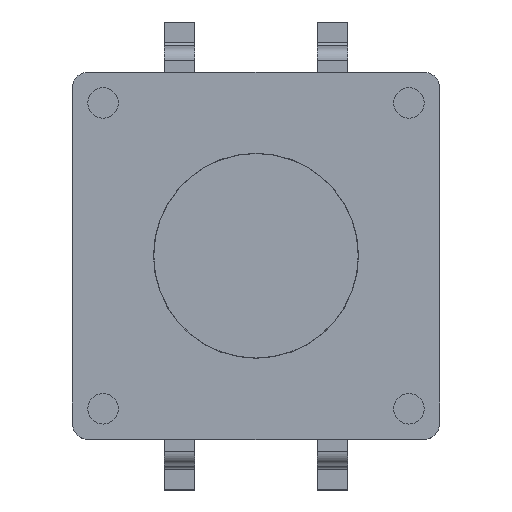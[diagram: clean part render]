
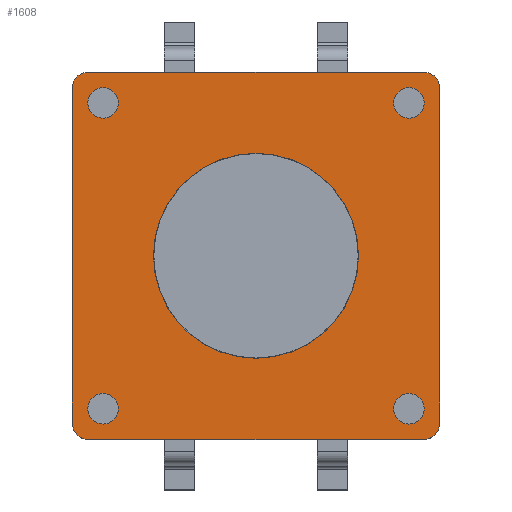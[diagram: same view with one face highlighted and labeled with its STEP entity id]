
A CAD part, top view. The second image highlights one B-rep face of the part: STEP entity #1608.
In plain terms, the highlighted planar face has unit normal (0, 0, 1).
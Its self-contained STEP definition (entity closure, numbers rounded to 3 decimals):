
#94=FACE_BOUND('',#619,.T.);
#95=FACE_BOUND('',#620,.T.);
#96=FACE_BOUND('',#621,.T.);
#97=FACE_BOUND('',#622,.T.);
#98=FACE_BOUND('',#623,.T.);
#116=PLANE('',#1763);
#184=LINE('',#2515,#335);
#188=LINE('',#2527,#339);
#192=LINE('',#2539,#343);
#196=LINE('',#2549,#347);
#335=VECTOR('',#2001,10.);
#339=VECTOR('',#2013,10.);
#343=VECTOR('',#2025,10.);
#347=VECTOR('',#2037,10.);
#524=FACE_OUTER_BOUND('',#618,.T.);
#618=EDGE_LOOP('',(#1262,#1263,#1264,#1265,#1266,#1267,#1268,#1269));
#619=EDGE_LOOP('',(#1270));
#620=EDGE_LOOP('',(#1271));
#621=EDGE_LOOP('',(#1272));
#622=EDGE_LOOP('',(#1273));
#623=EDGE_LOOP('',(#1274,#1275));
#702=CIRCLE('',#1727,0.5);
#704=CIRCLE('',#1731,0.5);
#706=CIRCLE('',#1735,0.5);
#708=CIRCLE('',#1739,0.5);
#711=CIRCLE('',#1744,3.35);
#712=CIRCLE('',#1745,3.35);
#714=CIRCLE('',#1749,0.5);
#716=CIRCLE('',#1753,0.5);
#718=CIRCLE('',#1757,0.5);
#720=CIRCLE('',#1761,0.5);
#780=VERTEX_POINT('',#2466);
#782=VERTEX_POINT('',#2473);
#784=VERTEX_POINT('',#2480);
#786=VERTEX_POINT('',#2487);
#789=VERTEX_POINT('',#2496);
#790=VERTEX_POINT('',#2498);
#793=VERTEX_POINT('',#2506);
#794=VERTEX_POINT('',#2508);
#796=VERTEX_POINT('',#2514);
#798=VERTEX_POINT('',#2520);
#800=VERTEX_POINT('',#2526);
#802=VERTEX_POINT('',#2532);
#804=VERTEX_POINT('',#2538);
#806=VERTEX_POINT('',#2544);
#943=EDGE_CURVE('',#780,#780,#702,.T.);
#946=EDGE_CURVE('',#782,#782,#704,.T.);
#949=EDGE_CURVE('',#784,#784,#706,.T.);
#952=EDGE_CURVE('',#786,#786,#708,.T.);
#956=EDGE_CURVE('',#790,#789,#711,.T.);
#957=EDGE_CURVE('',#789,#790,#712,.T.);
#960=EDGE_CURVE('',#794,#793,#714,.T.);
#963=EDGE_CURVE('',#796,#794,#184,.T.);
#966=EDGE_CURVE('',#798,#796,#716,.T.);
#969=EDGE_CURVE('',#800,#798,#188,.T.);
#972=EDGE_CURVE('',#802,#800,#718,.T.);
#975=EDGE_CURVE('',#804,#802,#192,.T.);
#978=EDGE_CURVE('',#806,#804,#720,.T.);
#981=EDGE_CURVE('',#793,#806,#196,.T.);
#1262=ORIENTED_EDGE('',*,*,#981,.T.);
#1263=ORIENTED_EDGE('',*,*,#978,.T.);
#1264=ORIENTED_EDGE('',*,*,#975,.T.);
#1265=ORIENTED_EDGE('',*,*,#972,.T.);
#1266=ORIENTED_EDGE('',*,*,#969,.T.);
#1267=ORIENTED_EDGE('',*,*,#966,.T.);
#1268=ORIENTED_EDGE('',*,*,#963,.T.);
#1269=ORIENTED_EDGE('',*,*,#960,.T.);
#1270=ORIENTED_EDGE('',*,*,#943,.T.);
#1271=ORIENTED_EDGE('',*,*,#946,.T.);
#1272=ORIENTED_EDGE('',*,*,#949,.T.);
#1273=ORIENTED_EDGE('',*,*,#952,.T.);
#1274=ORIENTED_EDGE('',*,*,#956,.T.);
#1275=ORIENTED_EDGE('',*,*,#957,.T.);
#1608=ADVANCED_FACE('',(#524,#94,#95,#96,#97,#98),#116,.T.);
#1727=AXIS2_PLACEMENT_3D('',#2468,#1946,#1947);
#1731=AXIS2_PLACEMENT_3D('',#2475,#1955,#1956);
#1735=AXIS2_PLACEMENT_3D('',#2482,#1964,#1965);
#1739=AXIS2_PLACEMENT_3D('',#2489,#1973,#1974);
#1744=AXIS2_PLACEMENT_3D('',#2499,#1984,#1985);
#1745=AXIS2_PLACEMENT_3D('',#2500,#1986,#1987);
#1749=AXIS2_PLACEMENT_3D('',#2509,#1995,#1996);
#1753=AXIS2_PLACEMENT_3D('',#2521,#2007,#2008);
#1757=AXIS2_PLACEMENT_3D('',#2533,#2019,#2020);
#1761=AXIS2_PLACEMENT_3D('',#2545,#2031,#2032);
#1763=AXIS2_PLACEMENT_3D('',#2550,#2038,#2039);
#1946=DIRECTION('center_axis',(0.,0.,-1.));
#1947=DIRECTION('ref_axis',(-1.,0.,0.));
#1955=DIRECTION('center_axis',(0.,0.,-1.));
#1956=DIRECTION('ref_axis',(-1.,0.,0.));
#1964=DIRECTION('center_axis',(0.,0.,-1.));
#1965=DIRECTION('ref_axis',(-1.,0.,0.));
#1973=DIRECTION('center_axis',(0.,0.,-1.));
#1974=DIRECTION('ref_axis',(-1.,0.,0.));
#1984=DIRECTION('center_axis',(0.,0.,-1.));
#1985=DIRECTION('ref_axis',(1.,0.,0.));
#1986=DIRECTION('center_axis',(0.,0.,-1.));
#1987=DIRECTION('ref_axis',(1.,0.,0.));
#1995=DIRECTION('center_axis',(0.,0.,1.));
#1996=DIRECTION('ref_axis',(1.,0.,0.));
#2001=DIRECTION('',(0.,1.,0.));
#2007=DIRECTION('center_axis',(0.,0.,1.));
#2008=DIRECTION('ref_axis',(0.,-1.,0.));
#2013=DIRECTION('',(1.,0.,0.));
#2019=DIRECTION('center_axis',(0.,0.,1.));
#2020=DIRECTION('ref_axis',(-1.,0.,0.));
#2025=DIRECTION('',(0.,-1.,0.));
#2031=DIRECTION('center_axis',(0.,0.,1.));
#2032=DIRECTION('ref_axis',(0.,1.,0.));
#2037=DIRECTION('',(-1.,0.,0.));
#2038=DIRECTION('center_axis',(0.,0.,1.));
#2039=DIRECTION('ref_axis',(1.,0.,0.));
#2466=CARTESIAN_POINT('',(5.5,5.,3.9));
#2468=CARTESIAN_POINT('Origin',(5.,5.,3.9));
#2473=CARTESIAN_POINT('',(-4.5,-5.,3.9));
#2475=CARTESIAN_POINT('Origin',(-5.,-5.,3.9));
#2480=CARTESIAN_POINT('',(-4.5,5.,3.9));
#2482=CARTESIAN_POINT('Origin',(-5.,5.,3.9));
#2487=CARTESIAN_POINT('',(5.5,-5.,3.9));
#2489=CARTESIAN_POINT('Origin',(5.,-5.,3.9));
#2496=CARTESIAN_POINT('',(-3.35,0.,3.9));
#2498=CARTESIAN_POINT('',(3.35,0.,3.9));
#2499=CARTESIAN_POINT('Origin',(0.,0.,3.9));
#2500=CARTESIAN_POINT('Origin',(0.,0.,3.9));
#2506=CARTESIAN_POINT('',(5.5,6.,3.9));
#2508=CARTESIAN_POINT('',(6.,5.5,3.9));
#2509=CARTESIAN_POINT('Origin',(5.5,5.5,3.9));
#2514=CARTESIAN_POINT('',(6.,-5.5,3.9));
#2515=CARTESIAN_POINT('',(6.,-5.5,3.9));
#2520=CARTESIAN_POINT('',(5.5,-6.,3.9));
#2521=CARTESIAN_POINT('Origin',(5.5,-5.5,3.9));
#2526=CARTESIAN_POINT('',(-5.5,-6.,3.9));
#2527=CARTESIAN_POINT('',(-5.5,-6.,3.9));
#2532=CARTESIAN_POINT('',(-6.,-5.5,3.9));
#2533=CARTESIAN_POINT('Origin',(-5.5,-5.5,3.9));
#2538=CARTESIAN_POINT('',(-6.,5.5,3.9));
#2539=CARTESIAN_POINT('',(-6.,5.5,3.9));
#2544=CARTESIAN_POINT('',(-5.5,6.,3.9));
#2545=CARTESIAN_POINT('Origin',(-5.5,5.5,3.9));
#2549=CARTESIAN_POINT('',(5.5,6.,3.9));
#2550=CARTESIAN_POINT('Origin',(0.,0.,3.9));
